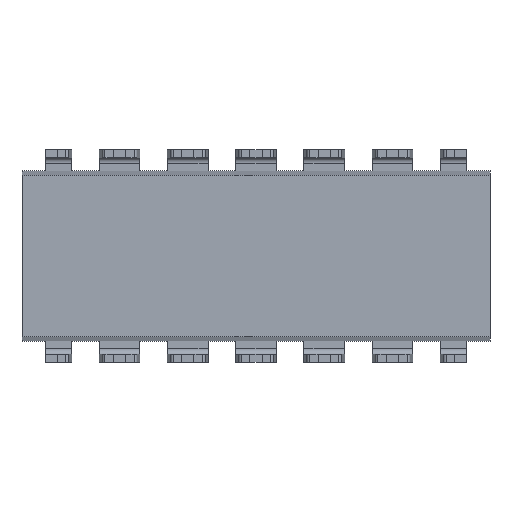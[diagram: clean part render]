
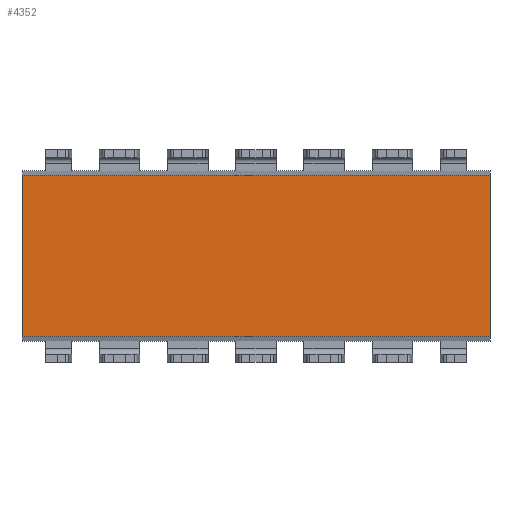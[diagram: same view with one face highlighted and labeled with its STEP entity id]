
A CAD part, front view. The second image highlights one B-rep face of the part: STEP entity #4352.
In plain terms, the highlighted planar face has unit normal (0, -1, 0).
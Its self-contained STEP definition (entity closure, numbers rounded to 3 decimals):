
#47=PLANE('',#4628);
#241=FACE_OUTER_BOUND('',#487,.T.);
#487=EDGE_LOOP('',(#3022,#3023,#3024,#3025));
#734=LINE('',#6241,#1276);
#742=LINE('',#6256,#1284);
#743=LINE('',#6259,#1285);
#744=LINE('',#6260,#1286);
#1276=VECTOR('',#4991,10.);
#1284=VECTOR('',#5003,10.);
#1285=VECTOR('',#5006,10.);
#1286=VECTOR('',#5007,10.);
#1924=VERTEX_POINT('',#6238);
#1925=VERTEX_POINT('',#6240);
#1930=VERTEX_POINT('',#6254);
#1931=VERTEX_POINT('',#6258);
#2358=EDGE_CURVE('',#1924,#1925,#734,.T.);
#2366=EDGE_CURVE('',#1924,#1930,#742,.T.);
#2367=EDGE_CURVE('',#1931,#1930,#743,.T.);
#2368=EDGE_CURVE('',#1925,#1931,#744,.T.);
#3022=ORIENTED_EDGE('',*,*,#2358,.F.);
#3023=ORIENTED_EDGE('',*,*,#2366,.T.);
#3024=ORIENTED_EDGE('',*,*,#2367,.F.);
#3025=ORIENTED_EDGE('',*,*,#2368,.F.);
#4352=ADVANCED_FACE('',(#241),#47,.T.);
#4628=AXIS2_PLACEMENT_3D('',#6257,#5004,#5005);
#4991=DIRECTION('',(0.,0.,1.));
#5003=DIRECTION('',(1.,0.,0.));
#5004=DIRECTION('center_axis',(0.,-1.,0.));
#5005=DIRECTION('ref_axis',(0.,0.,-1.));
#5006=DIRECTION('',(0.,0.,-1.));
#5007=DIRECTION('',(1.,0.,0.));
#6238=CARTESIAN_POINT('',(-8.71,1.25,-3.));
#6240=CARTESIAN_POINT('',(-8.71,1.25,3.));
#6241=CARTESIAN_POINT('',(-8.71,1.25,0.));
#6254=CARTESIAN_POINT('',(8.71,1.25,-3.));
#6256=CARTESIAN_POINT('',(-8.71,1.25,-3.));
#6257=CARTESIAN_POINT('Origin',(-8.71,1.25,3.));
#6258=CARTESIAN_POINT('',(8.71,1.25,3.));
#6259=CARTESIAN_POINT('',(8.71,1.25,0.));
#6260=CARTESIAN_POINT('',(-8.71,1.25,3.));
